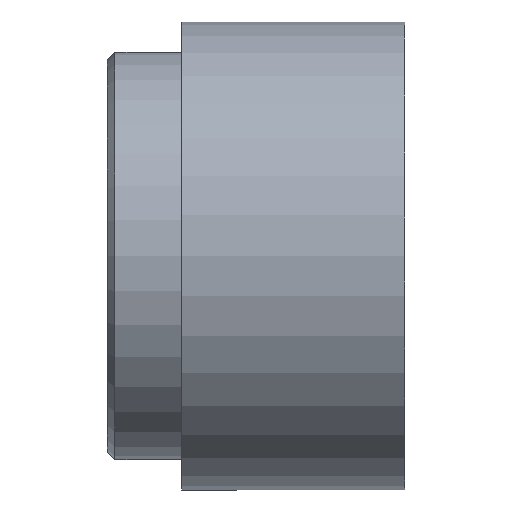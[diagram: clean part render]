
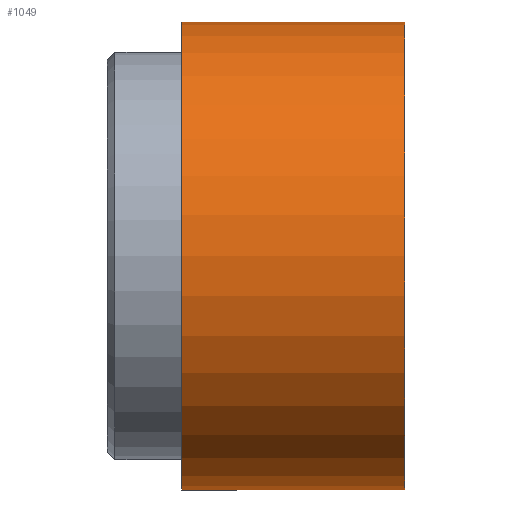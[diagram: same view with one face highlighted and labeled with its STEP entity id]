
A CAD part, top view. The second image highlights one B-rep face of the part: STEP entity #1049.
In plain terms, the highlighted cylindrical face has radius 31.5 mm (diameter 63 mm), a partial arc.
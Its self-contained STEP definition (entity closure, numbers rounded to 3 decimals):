
#2 = DIRECTION ( 'NONE',  ( -1., 0., 0. ) ) ;
#25 = AXIS2_PLACEMENT_3D ( 'NONE', #558, #1393, #546 ) ;
#56 = VERTEX_POINT ( 'NONE', #716 ) ;
#77 = EDGE_CURVE ( 'NONE', #56, #1113, #761, .T. ) ;
#188 = VERTEX_POINT ( 'NONE', #1311 ) ;
#206 = EDGE_CURVE ( 'NONE', #641, #56, #742, .T. ) ;
#279 = DIRECTION ( 'NONE',  ( -1., 0., 0. ) ) ;
#304 = CARTESIAN_POINT ( 'NONE',  ( -23.337, 0., 0. ) ) ;
#408 = FACE_OUTER_BOUND ( 'NONE', #1264, .T. ) ;
#473 = ORIENTED_EDGE ( 'NONE', *, *, #206, .F. ) ;
#530 = DIRECTION ( 'NONE',  ( 0., -1., 0. ) ) ;
#546 = DIRECTION ( 'NONE',  ( 0., -1., 0. ) ) ;
#558 = CARTESIAN_POINT ( 'NONE',  ( -17., 0., 0. ) ) ;
#601 = CARTESIAN_POINT ( 'NONE',  ( -23.337, -31.5, 0. ) ) ;
#641 = VERTEX_POINT ( 'NONE', #1240 ) ;
#716 = CARTESIAN_POINT ( 'NONE',  ( -17., -31.5, 0. ) ) ;
#742 = LINE ( 'NONE', #601, #1119 ) ;
#751 = CIRCLE ( 'NONE', #1152, 31.5 ) ;
#761 = CIRCLE ( 'NONE', #25, 31.5 ) ;
#835 = DIRECTION ( 'NONE',  ( 0., -1., 0. ) ) ;
#903 = VECTOR ( 'NONE', #982, 1000. ) ;
#982 = DIRECTION ( 'NONE',  ( -1., 0., 0. ) ) ;
#983 = ORIENTED_EDGE ( 'NONE', *, *, #77, .F. ) ;
#1049 = ADVANCED_FACE ( 'NONE', ( #408 ), #1121, .T. ) ;
#1061 = EDGE_CURVE ( 'NONE', #188, #1113, #1660, .T. ) ;
#1093 = AXIS2_PLACEMENT_3D ( 'NONE', #304, #2, #530 ) ;
#1113 = VERTEX_POINT ( 'NONE', #1236 ) ;
#1119 = VECTOR ( 'NONE', #1682, 1000. ) ;
#1121 = CYLINDRICAL_SURFACE ( 'NONE', #1093, 31.5 ) ;
#1152 = AXIS2_PLACEMENT_3D ( 'NONE', #1512, #279, #835 ) ;
#1236 = CARTESIAN_POINT ( 'NONE',  ( -17., 31.5, 0. ) ) ;
#1240 = CARTESIAN_POINT ( 'NONE',  ( 13., -31.5, 0. ) ) ;
#1264 = EDGE_LOOP ( 'NONE', ( #1346, #1618, #983, #473 ) ) ;
#1311 = CARTESIAN_POINT ( 'NONE',  ( 13., 31.5, 0. ) ) ;
#1346 = ORIENTED_EDGE ( 'NONE', *, *, #1581, .T. ) ;
#1393 = DIRECTION ( 'NONE',  ( -1., 0., 0. ) ) ;
#1504 = CARTESIAN_POINT ( 'NONE',  ( -23.337, 31.5, 0. ) ) ;
#1512 = CARTESIAN_POINT ( 'NONE',  ( 13., 0., 0. ) ) ;
#1581 = EDGE_CURVE ( 'NONE', #641, #188, #751, .T. ) ;
#1618 = ORIENTED_EDGE ( 'NONE', *, *, #1061, .T. ) ;
#1660 = LINE ( 'NONE', #1504, #903 ) ;
#1682 = DIRECTION ( 'NONE',  ( -1., 0., 0. ) ) ;
